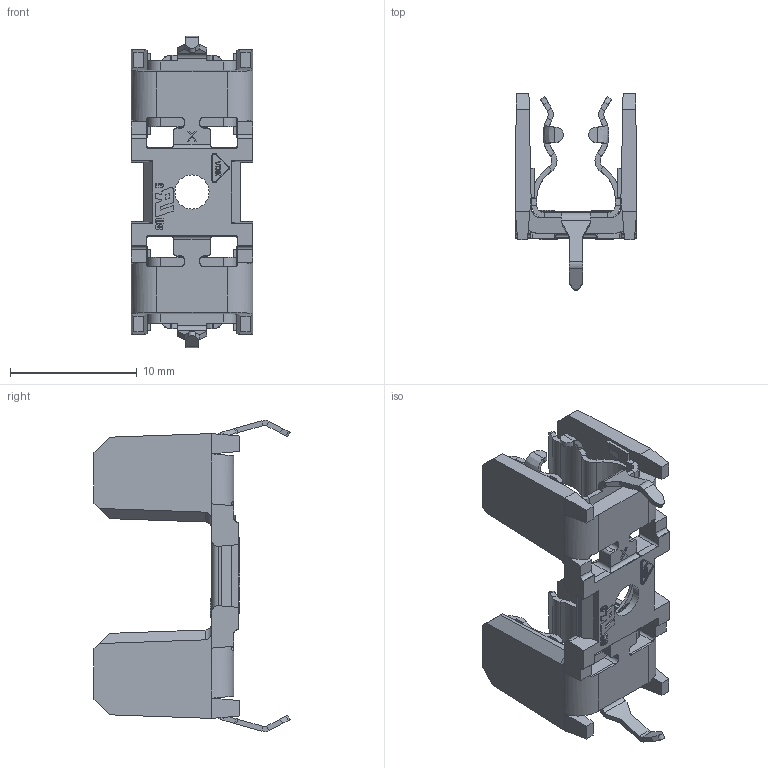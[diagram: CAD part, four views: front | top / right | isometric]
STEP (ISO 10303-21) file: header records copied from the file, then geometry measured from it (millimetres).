
FILE_DESCRIPTION(/* description */ (''),/* implementation_level */ '2;1');
FILE_NAME(/* name */ '65600001009.stp',/* time_stamp */ '2023-08-21T12:59:30-05:00',/* author */ ('RTrevino2'),/* organization */ (''),/* preprocessor_version */ 'ST-DEVELOPER v18.1',/* originating_system */ 'Autodesk Inventor 2021',/* authorisation */ '');
FILE_SCHEMA (('AUTOMOTIVE_DESIGN { 1 0 10303 214 3 1 1 }'));
Length unit declared in the file: inch
Products named in the file (1): 65600001009_Shrinkwrap_1
Bounding box: 9.6 x 15.49 x 24.59 mm (x, y, z)
Volume: 597.4 mm3; surface area: 1589.2 mm2
Topology: 1 solids, 1 shells, 744 faces, 1977 edges, 1224 vertices
Faces by surface type: plane 513, cylinder 161, bspline 69, cone 1
Full cylindrical faces by diameter (mm): 0.25 x1, 1.3 x1, 1.5 x1, 2.7 x1, 5.2 x1
Entity records: 24402 total; most frequent: CARTESIAN_POINT 5331, ORIENTED_EDGE 3954, DIRECTION 3601, EDGE_CURVE 1977, LINE 1421, VECTOR 1421, VERTEX_POINT 1224, AXIS2_PLACEMENT_3D 1090
